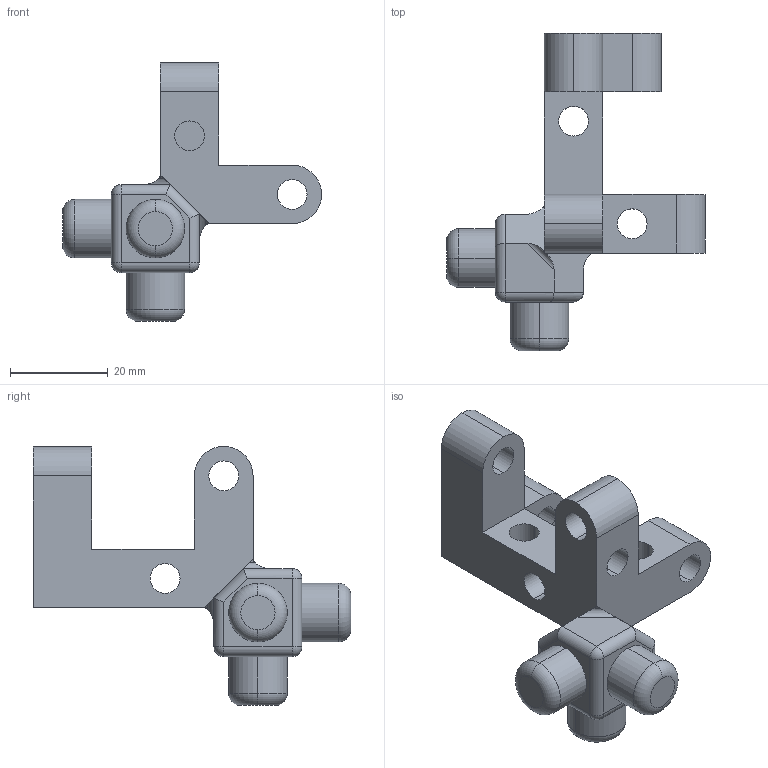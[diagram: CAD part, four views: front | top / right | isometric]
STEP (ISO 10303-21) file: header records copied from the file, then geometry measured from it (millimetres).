
FILE_DESCRIPTION (( 'STEP AP214' ), '1' );
FILE_NAME ('Corner Top.STEP', '2021-03-27T17:54:34', ( '' ), ( '' ), 'SwSTEP 2.0', 'SolidWorks 2018', '' );
FILE_SCHEMA (( 'AUTOMOTIVE_DESIGN' ));
Length unit declared in the file: millimetre
Products named in the file (1): Corner Top
Bounding box: 53 x 65 x 53 mm (x, y, z)
Volume: 21654.5 mm3; surface area: 9373 mm2
Topology: 1 solids, 1 shells, 87 faces, 214 edges, 128 vertices
Faces by surface type: cylinder 48, plane 29, torus 6, sphere 4
Entity records: 2586 total; most frequent: CARTESIAN_POINT 480, DIRECTION 452, ORIENTED_EDGE 420, EDGE_CURVE 210, AXIS2_PLACEMENT_3D 172, VERTEX_POINT 128, VECTOR 108, LINE 108
